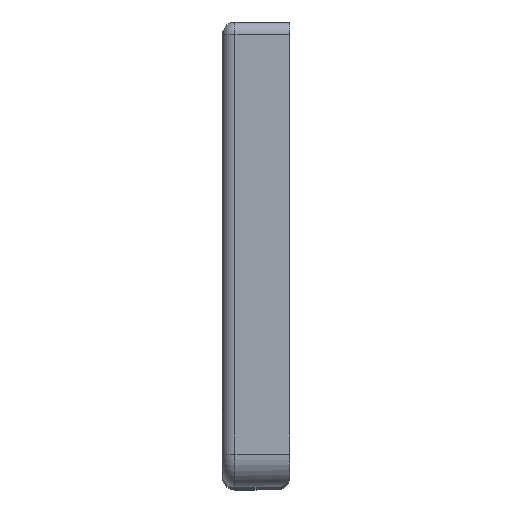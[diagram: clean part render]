
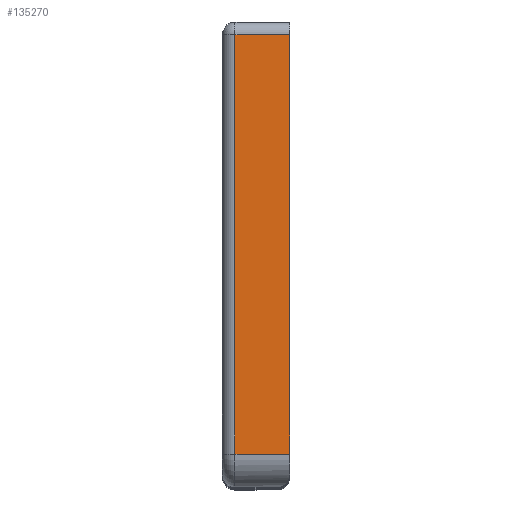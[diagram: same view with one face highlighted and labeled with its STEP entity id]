
A CAD part, top view. The second image highlights one B-rep face of the part: STEP entity #135270.
In plain terms, the highlighted planar face has unit normal (0, 0, 1).
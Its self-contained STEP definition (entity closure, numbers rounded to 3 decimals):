
#134880=CARTESIAN_POINT('',(240.773,152.905,
-231.089));
#134890=DIRECTION('',(-0.,0.,-1.));
#134900=DIRECTION('',(0.,-1.,0.));
#134910=AXIS2_PLACEMENT_3D('',#134880,#134890,#134900);
#134920=PLANE('',#134910);
#134930=CARTESIAN_POINT('',(234.273,0.,
-231.089));
#134940=DIRECTION('',(0.,-1.,0.));
#134950=VECTOR('',#134940,1.);
#134960=LINE('',#134930,#134950);
#134970=CARTESIAN_POINT('',(234.273,179.615,
-231.089));
#134980=VERTEX_POINT('',#134970);
#134990=CARTESIAN_POINT('',(234.273,129.715,
-231.089));
#135000=VERTEX_POINT('',#134990);
#135010=EDGE_CURVE('',#134980,#135000,#134960,.T.);
#135020=ORIENTED_EDGE('',*,*,#135010,.T.);
#135030=CARTESIAN_POINT('',(0.,179.615,-231.089));
#135040=DIRECTION('',(1.,0.,0.));
#135050=VECTOR('',#135040,1.);
#135060=LINE('',#135030,#135050);
#135070=CARTESIAN_POINT('',(240.773,179.615,
-231.089));
#135080=VERTEX_POINT('',#135070);
#135090=EDGE_CURVE('',#134980,#135080,#135060,.T.);
#135100=ORIENTED_EDGE('',*,*,#135090,.F.);
#135110=CARTESIAN_POINT('',(240.773,0.,-231.089));
#135120=DIRECTION('',(-0.,-1.,0.));
#135130=VECTOR('',#135120,1.);
#135140=LINE('',#135110,#135130);
#135150=CARTESIAN_POINT('',(240.773,129.715,
-231.089));
#135160=VERTEX_POINT('',#135150);
#135170=EDGE_CURVE('',#135080,#135160,#135140,.T.);
#135180=ORIENTED_EDGE('',*,*,#135170,.F.);
#135190=CARTESIAN_POINT('',(0.,129.715,-231.089));
#135200=DIRECTION('',(1.,-0.,0.));
#135210=VECTOR('',#135200,1.);
#135220=LINE('',#135190,#135210);
#135230=EDGE_CURVE('',#135000,#135160,#135220,.T.);
#135240=ORIENTED_EDGE('',*,*,#135230,.T.);
#135250=EDGE_LOOP('',(#135240,#135180,#135100,#135020));
#135260=FACE_OUTER_BOUND('',#135250,.T.);
#135270=ADVANCED_FACE('',(#135260),#134920,.F.);
